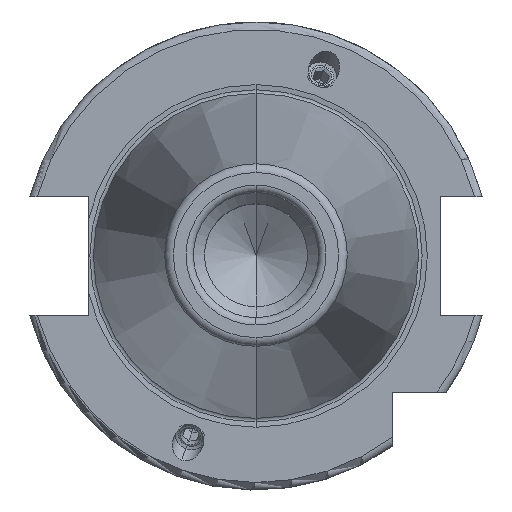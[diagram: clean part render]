
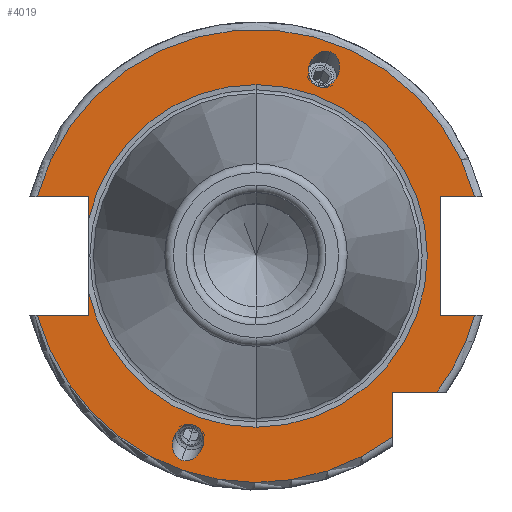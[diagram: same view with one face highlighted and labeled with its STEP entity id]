
A CAD part, top view. The second image highlights one B-rep face of the part: STEP entity #4019.
In plain terms, the highlighted planar face has unit normal (0, 0, 1).
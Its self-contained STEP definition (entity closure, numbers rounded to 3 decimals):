
#301=CARTESIAN_POINT('',(0,0,18.1));
#302=DIRECTION('',(0,0,1));
#303=DIRECTION('',(0,1,0));
#304=AXIS2_PLACEMENT_3D('',#301,#302,#303);
#314=CARTESIAN_POINT('',(0,0,18.1));
#315=DIRECTION('',(0,0,1));
#316=DIRECTION('',(-0.976,-0.22,0));
#317=AXIS2_PLACEMENT_3D('',#314,#315,#316);
#738=CARTESIAN_POINT('',(0,0,18.1));
#739=DIRECTION('',(0,0,1));
#740=DIRECTION('',(0.965,0.262,0));
#741=AXIS2_PLACEMENT_3D('',#738,#739,#740);
#789=CARTESIAN_POINT('',(0,0,18.1));
#790=DIRECTION('',(0,0,1));
#791=DIRECTION('',(-0.965,-0.262,0));
#792=AXIS2_PLACEMENT_3D('',#789,#790,#791);
#805=DIRECTION('',(1,0,0));
#806=VECTOR('',#805,7.004);
#807=CARTESIAN_POINT('',(-29.704,-8.05,18.1));
#808=LINE('',#807,#806);
#809=DIRECTION('',(0,1,0));
#810=VECTOR('',#809,2.939);
#811=CARTESIAN_POINT('',(-22.7,-8.05,18.1));
#812=LINE('',#811,#810);
#813=DIRECTION('',(0,1,0));
#814=VECTOR('',#813,2.939);
#815=CARTESIAN_POINT('',(-22.7,5.111,18.1));
#816=LINE('',#815,#814);
#817=DIRECTION('',(1,0,0));
#818=VECTOR('',#817,7.004);
#819=CARTESIAN_POINT('',(-29.704,8.05,18.1));
#820=LINE('',#819,#818);
#821=DIRECTION('',(-1,0,0));
#822=VECTOR('',#821,4.704);
#823=CARTESIAN_POINT('',(29.704,8.05,18.1));
#824=LINE('',#823,#822);
#825=DIRECTION('',(0,-1,0));
#826=VECTOR('',#825,16.1);
#827=CARTESIAN_POINT('',(25,8.05,18.1));
#828=LINE('',#827,#826);
#829=DIRECTION('',(-1,0,0));
#830=VECTOR('',#829,4.704);
#831=CARTESIAN_POINT('',(29.704,-8.05,18.1));
#832=LINE('',#831,#830);
#833=CARTESIAN_POINT('',(0,0,18.1));
#834=DIRECTION('',(0,0,1));
#835=DIRECTION('',(0.799,-0.601,0));
#836=AXIS2_PLACEMENT_3D('',#833,#834,#835);
#838=DIRECTION('',(-1,0,0));
#839=VECTOR('',#838,6.094);
#840=CARTESIAN_POINT('',(24.594,-18.5,18.1));
#841=LINE('',#840,#839);
#842=DIRECTION('',(0,1,0));
#843=VECTOR('',#842,6.094);
#844=CARTESIAN_POINT('',(18.5,-24.594,18.1));
#845=LINE('',#844,#843);
#846=CARTESIAN_POINT('',(8.379,23.02,18.1));
#847=CARTESIAN_POINT('',(8.152,23.103,18.1));
#848=CARTESIAN_POINT('',(7.698,23.381,18.1));
#849=CARTESIAN_POINT('',(7.208,24.17,18.1));
#850=CARTESIAN_POINT('',(7.094,25.,18.1));
#851=CARTESIAN_POINT('',(7.174,25.641,18.1));
#852=CARTESIAN_POINT('',(7.298,26.077,18.1));
#853=CARTESIAN_POINT('',(7.483,26.49,18.1));
#854=CARTESIAN_POINT('',(7.834,27.033,18.1));
#855=CARTESIAN_POINT('',(8.455,27.594,18.1));
#856=CARTESIAN_POINT('',(9.337,27.884,18.1));
#857=CARTESIAN_POINT('',(9.863,27.806,18.1));
#858=CARTESIAN_POINT('',(10.09,27.723,18.1));
#860=CARTESIAN_POINT('',(10.09,27.723,18.1));
#861=CARTESIAN_POINT('',(10.318,27.641,18.1));
#862=CARTESIAN_POINT('',(10.771,27.362,18.1));
#863=CARTESIAN_POINT('',(11.261,26.573,18.1));
#864=CARTESIAN_POINT('',(11.375,25.744,18.1));
#865=CARTESIAN_POINT('',(11.295,25.103,18.1));
#866=CARTESIAN_POINT('',(11.171,24.667,18.1));
#867=CARTESIAN_POINT('',(10.986,24.253,18.1));
#868=CARTESIAN_POINT('',(10.635,23.711,18.1));
#869=CARTESIAN_POINT('',(10.014,23.149,18.1));
#870=CARTESIAN_POINT('',(9.133,22.859,18.1));
#871=CARTESIAN_POINT('',(8.606,22.937,18.1));
#872=CARTESIAN_POINT('',(8.379,23.02,18.1));
#874=CARTESIAN_POINT('',(-8.379,-23.02,18.1));
#875=CARTESIAN_POINT('',(-8.606,-22.937,18.1));
#876=CARTESIAN_POINT('',(-9.133,-22.859,18.1));
#877=CARTESIAN_POINT('',(-10.014,-23.149,18.1));
#878=CARTESIAN_POINT('',(-10.635,-23.711,18.1));
#879=CARTESIAN_POINT('',(-10.986,-24.253,18.1));
#880=CARTESIAN_POINT('',(-11.171,-24.667,18.1));
#881=CARTESIAN_POINT('',(-11.295,-25.103,18.1));
#882=CARTESIAN_POINT('',(-11.375,-25.744,18.1));
#883=CARTESIAN_POINT('',(-11.261,-26.573,18.1));
#884=CARTESIAN_POINT('',(-10.771,-27.362,18.1));
#885=CARTESIAN_POINT('',(-10.318,-27.641,18.1));
#886=CARTESIAN_POINT('',(-10.09,-27.723,18.1));
#888=CARTESIAN_POINT('',(-10.09,-27.723,18.1));
#889=CARTESIAN_POINT('',(-9.863,-27.806,18.1));
#890=CARTESIAN_POINT('',(-9.337,-27.884,18.1));
#891=CARTESIAN_POINT('',(-8.455,-27.594,18.1));
#892=CARTESIAN_POINT('',(-7.834,-27.033,18.1));
#893=CARTESIAN_POINT('',(-7.483,-26.49,18.1));
#894=CARTESIAN_POINT('',(-7.298,-26.077,18.1));
#895=CARTESIAN_POINT('',(-7.174,-25.641,18.1));
#896=CARTESIAN_POINT('',(-7.094,-25.,18.1));
#897=CARTESIAN_POINT('',(-7.208,-24.17,18.1));
#898=CARTESIAN_POINT('',(-7.698,-23.381,18.1));
#899=CARTESIAN_POINT('',(-8.152,-23.103,18.1));
#900=CARTESIAN_POINT('',(-8.379,-23.02,18.1));
#902=CARTESIAN_POINT('',(0,0,18.1));
#903=DIRECTION('',(0,0,-1));
#904=DIRECTION('',(0,1,0));
#905=AXIS2_PLACEMENT_3D('',#902,#903,#904);
#2680=CARTESIAN_POINT('',(-29.704,-8.05,18.1));
#2681=CARTESIAN_POINT('',(-22.7,-8.05,18.1));
#2682=VERTEX_POINT('',#2680);
#2683=VERTEX_POINT('',#2681);
#2684=CARTESIAN_POINT('',(-22.7,-5.111,18.1));
#2685=VERTEX_POINT('',#2684);
#2686=CARTESIAN_POINT('',(-22.7,5.111,18.1));
#2687=CARTESIAN_POINT('',(-22.7,8.05,18.1));
#2688=VERTEX_POINT('',#2686);
#2689=VERTEX_POINT('',#2687);
#2690=CARTESIAN_POINT('',(-29.704,8.05,18.1));
#2691=VERTEX_POINT('',#2690);
#2692=CARTESIAN_POINT('',(25,8.05,18.1));
#2693=CARTESIAN_POINT('',(25,-8.05,18.1));
#2694=VERTEX_POINT('',#2692);
#2695=VERTEX_POINT('',#2693);
#2696=CARTESIAN_POINT('',(29.704,-8.05,18.1));
#2697=VERTEX_POINT('',#2696);
#2698=CARTESIAN_POINT('',(29.704,8.05,18.1));
#2699=VERTEX_POINT('',#2698);
#2700=CARTESIAN_POINT('',(18.5,-24.594,18.1));
#2701=CARTESIAN_POINT('',(18.5,-18.5,18.1));
#2702=VERTEX_POINT('',#2700);
#2703=VERTEX_POINT('',#2701);
#2704=CARTESIAN_POINT('',(24.594,-18.5,18.1));
#2705=VERTEX_POINT('',#2704);
#2752=CARTESIAN_POINT('',(0,23.268,18.1));
#2753=VERTEX_POINT('',#2752);
#2754=CARTESIAN_POINT('',(0,-23.268,18.1));
#2755=VERTEX_POINT('',#2754);
#2796=CARTESIAN_POINT('',(8.379,23.02,18.1));
#2798=VERTEX_POINT('',#2796);
#2804=VERTEX_POINT('',#858);
#2825=CARTESIAN_POINT('',(-8.379,-23.02,18.1));
#2827=VERTEX_POINT('',#2825);
#2833=CARTESIAN_POINT('',(-10.09,-27.723,18.1));
#2834=VERTEX_POINT('',#2833);
#3981=CARTESIAN_POINT('',(0,0,18.1));
#3982=DIRECTION('',(0,0,-1));
#3983=DIRECTION('',(0,-1,0));
#3984=AXIS2_PLACEMENT_3D('',#3981,#3982,#3983);
#3985=PLANE('',#3984);
#3986=ORIENTED_EDGE('',*,*,#3499,.T.);
#3987=ORIENTED_EDGE('',*,*,#3410,.T.);
#3988=ORIENTED_EDGE('',*,*,#3393,.T.);
#3990=ORIENTED_EDGE('',*,*,#3989,.F.);
#3991=ORIENTED_EDGE('',*,*,#3386,.T.);
#3992=ORIENTED_EDGE('',*,*,#3407,.T.);
#3993=ORIENTED_EDGE('',*,*,#3911,.F.);
#3994=ORIENTED_EDGE('',*,*,#3958,.F.);
#3996=ORIENTED_EDGE('',*,*,#3995,.T.);
#3998=ORIENTED_EDGE('',*,*,#3997,.T.);
#3999=ORIENTED_EDGE('',*,*,#3569,.F.);
#4000=ORIENTED_EDGE('',*,*,#3948,.F.);
#4001=ORIENTED_EDGE('',*,*,#3853,.T.);
#4003=ORIENTED_EDGE('',*,*,#4002,.F.);
#4004=ORIENTED_EDGE('',*,*,#3974,.F.);
#4005=EDGE_LOOP('',(#3986,#3987,#3988,#3990,#3991,#3992,#3993,#3994,#3996,#3998,
#3999,#4000,#4001,#4003,#4004));
#4006=FACE_OUTER_BOUND('',#4005,.F.);
#4008=ORIENTED_EDGE('',*,*,#4007,.F.);
#4010=ORIENTED_EDGE('',*,*,#4009,.F.);
#4011=EDGE_LOOP('',(#4008,#4010));
#4012=FACE_BOUND('',#4011,.F.);
#4014=ORIENTED_EDGE('',*,*,#4013,.T.);
#4016=ORIENTED_EDGE('',*,*,#4015,.T.);
#4017=EDGE_LOOP('',(#4014,#4016));
#4018=FACE_BOUND('',#4017,.F.);
#4019=ADVANCED_FACE('',(#4006,#4012,#4018),#3985,.F.);
#305=CIRCLE('',#304,23.268);
#318=CIRCLE('',#317,23.268);
#742=CIRCLE('',#741,30.775);
#793=CIRCLE('',#792,30.775);
#837=CIRCLE('',#836,30.775);
#859=B_SPLINE_CURVE_WITH_KNOTS('',3,(#846,#847,#848,#849,#850,#851,#852,#853,
#854,#855,#856,#857,#858),.UNSPECIFIED.,.F.,.F.,(4,1,1,1,1,1,1,1,1,1,4),(0,
0.125,0.25,0.375,0.438,0.5,0.563,0.625,0.75,0.875,1),
.UNSPECIFIED.);
#873=B_SPLINE_CURVE_WITH_KNOTS('',3,(#860,#861,#862,#863,#864,#865,#866,#867,
#868,#869,#870,#871,#872),.UNSPECIFIED.,.F.,.F.,(4,1,1,1,1,1,1,1,1,1,4),(0,
0.125,0.25,0.375,0.438,0.5,0.563,0.625,0.75,0.875,1),
.UNSPECIFIED.);
#887=B_SPLINE_CURVE_WITH_KNOTS('',3,(#874,#875,#876,#877,#878,#879,#880,#881,
#882,#883,#884,#885,#886),.UNSPECIFIED.,.F.,.F.,(4,1,1,1,1,1,1,1,1,1,4),(0,
0.125,0.25,0.375,0.438,0.5,0.563,0.625,0.75,0.875,1),
.UNSPECIFIED.);
#901=B_SPLINE_CURVE_WITH_KNOTS('',3,(#888,#889,#890,#891,#892,#893,#894,#895,
#896,#897,#898,#899,#900),.UNSPECIFIED.,.F.,.F.,(4,1,1,1,1,1,1,1,1,1,4),(0,
0.125,0.25,0.375,0.438,0.5,0.563,0.625,0.75,0.875,1),
.UNSPECIFIED.);
#906=CIRCLE('',#905,23.268);
#3386=EDGE_CURVE('',#2753,#2688,#305,.T.);
#3393=EDGE_CURVE('',#2685,#2755,#318,.T.);
#3407=EDGE_CURVE('',#2688,#2689,#816,.T.);
#3410=EDGE_CURVE('',#2683,#2685,#812,.T.);
#3499=EDGE_CURVE('',#2682,#2683,#808,.T.);
#3569=EDGE_CURVE('',#2697,#2695,#832,.T.);
#3853=EDGE_CURVE('',#2705,#2703,#841,.T.);
#3911=EDGE_CURVE('',#2691,#2689,#820,.T.);
#3948=EDGE_CURVE('',#2705,#2697,#837,.T.);
#3958=EDGE_CURVE('',#2699,#2691,#742,.T.);
#3974=EDGE_CURVE('',#2682,#2702,#793,.T.);
#3989=EDGE_CURVE('',#2753,#2755,#906,.T.);
#3995=EDGE_CURVE('',#2699,#2694,#824,.T.);
#3997=EDGE_CURVE('',#2694,#2695,#828,.T.);
#4002=EDGE_CURVE('',#2702,#2703,#845,.T.);
#4007=EDGE_CURVE('',#2798,#2804,#859,.T.);
#4009=EDGE_CURVE('',#2804,#2798,#873,.T.);
#4013=EDGE_CURVE('',#2827,#2834,#887,.T.);
#4015=EDGE_CURVE('',#2834,#2827,#901,.T.);
